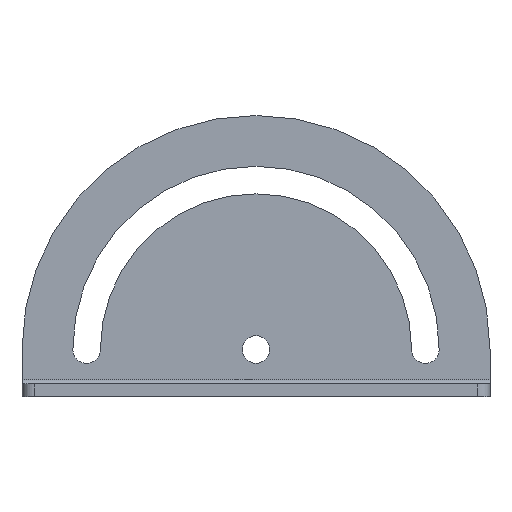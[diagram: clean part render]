
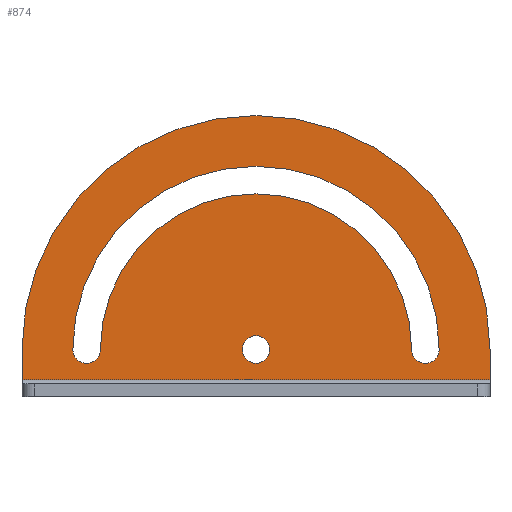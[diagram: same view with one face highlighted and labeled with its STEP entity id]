
A CAD part, front view. The second image highlights one B-rep face of the part: STEP entity #874.
In plain terms, the highlighted planar face has unit normal (0, -1, 0).
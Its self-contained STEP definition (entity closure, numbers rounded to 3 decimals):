
#18 = PLANE ( 'NONE',  #1892 ) ;
#113 = DIRECTION ( 'NONE',  ( 0., 1., 0. ) ) ;
#139 = DIRECTION ( 'NONE',  ( -1., 0., 0. ) ) ;
#150 = CARTESIAN_POINT ( 'NONE',  ( -55.25, 9., 11.1 ) ) ;
#296 = AXIS2_PLACEMENT_3D ( 'NONE', #5815, #2460, #6234 ) ;
#362 = EDGE_LOOP ( 'NONE', ( #1073, #1081 ) ) ;
#478 = CARTESIAN_POINT ( 'NONE',  ( 0., 9., 54.35 ) ) ;
#609 = CARTESIAN_POINT ( 'NONE',  ( -55.25, 9., 4. ) ) ;
#654 = AXIS2_PLACEMENT_3D ( 'NONE', #6032, #2775, #6474 ) ;
#822 = DIRECTION ( 'NONE',  ( 0., 1., 0. ) ) ;
#874 = ADVANCED_FACE ( 'NONE', ( #3597, #3475, #3577 ), #18, .F. ) ;
#953 = CIRCLE ( 'NONE', #2696, 55.25 ) ;
#966 = ORIENTED_EDGE ( 'NONE', *, *, #3527, .F. ) ;
#975 = ORIENTED_EDGE ( 'NONE', *, *, #3097, .T. ) ;
#1001 = ORIENTED_EDGE ( 'NONE', *, *, #3027, .F. ) ;
#1011 = ORIENTED_EDGE ( 'NONE', *, *, #3381, .F. ) ;
#1037 = VERTEX_POINT ( 'NONE', #609 ) ;
#1046 = ORIENTED_EDGE ( 'NONE', *, *, #2982, .T. ) ;
#1073 = ORIENTED_EDGE ( 'NONE', *, *, #3141, .T. ) ;
#1081 = ORIENTED_EDGE ( 'NONE', *, *, #2899, .T. ) ;
#1096 = ORIENTED_EDGE ( 'NONE', *, *, #2793, .T. ) ;
#1112 = ORIENTED_EDGE ( 'NONE', *, *, #2755, .F. ) ;
#1140 = ORIENTED_EDGE ( 'NONE', *, *, #3056, .F. ) ;
#1144 = ORIENTED_EDGE ( 'NONE', *, *, #2588, .T. ) ;
#1166 = AXIS2_PLACEMENT_3D ( 'NONE', #6056, #2797, #6494 ) ;
#1176 = ORIENTED_EDGE ( 'NONE', *, *, #2526, .T. ) ;
#1185 = ORIENTED_EDGE ( 'NONE', *, *, #3763, .T. ) ;
#1266 = VERTEX_POINT ( 'NONE', #1760 ) ;
#1299 = CARTESIAN_POINT ( 'NONE',  ( 0., 9., 11.1 ) ) ;
#1353 = VERTEX_POINT ( 'NONE', #3319 ) ;
#1355 = CARTESIAN_POINT ( 'NONE',  ( 0., 9., 47.85 ) ) ;
#1446 = VERTEX_POINT ( 'NONE', #6050 ) ;
#1482 = CARTESIAN_POINT ( 'NONE',  ( 43.25, 9., 11.1 ) ) ;
#1484 = VERTEX_POINT ( 'NONE', #6889 ) ;
#1497 = AXIS2_PLACEMENT_3D ( 'NONE', #4657, #822, #5168 ) ;
#1760 = CARTESIAN_POINT ( 'NONE',  ( 55.25, 9., 4. ) ) ;
#1892 = AXIS2_PLACEMENT_3D ( 'NONE', #150, #113, #139 ) ;
#1990 = DIRECTION ( 'NONE',  ( 1., 0., 0. ) ) ;
#2085 = AXIS2_PLACEMENT_3D ( 'NONE', #6119, #2880, #6547 ) ;
#2098 = VERTEX_POINT ( 'NONE', #5476 ) ;
#2179 = VERTEX_POINT ( 'NONE', #478 ) ;
#2305 = VERTEX_POINT ( 'NONE', #4839 ) ;
#2460 = DIRECTION ( 'NONE',  ( 0., 1., 0. ) ) ;
#2514 = EDGE_LOOP ( 'NONE', ( #966, #975, #1001, #1011, #1046 ) ) ;
#2526 = EDGE_CURVE ( 'NONE', #2305, #2179, #3903, .T. ) ;
#2545 = CARTESIAN_POINT ( 'NONE',  ( 0., 9., 66.35 ) ) ;
#2587 = VERTEX_POINT ( 'NONE', #1482 ) ;
#2588 = EDGE_CURVE ( 'NONE', #1446, #2305, #5876, .T. ) ;
#2678 = CARTESIAN_POINT ( 'NONE',  ( 0., 9., 11.1 ) ) ;
#2688 = VERTEX_POINT ( 'NONE', #6148 ) ;
#2696 = AXIS2_PLACEMENT_3D ( 'NONE', #3129, #6726, #3778 ) ;
#2755 = EDGE_CURVE ( 'NONE', #2962, #1484, #5414, .T. ) ;
#2775 = DIRECTION ( 'NONE',  ( 0., 1., 0. ) ) ;
#2793 = EDGE_CURVE ( 'NONE', #2587, #1484, #5142, .T. ) ;
#2797 = DIRECTION ( 'NONE',  ( 0., 1., 0. ) ) ;
#2880 = DIRECTION ( 'NONE',  ( 0., 1., 0. ) ) ;
#2899 = EDGE_CURVE ( 'NONE', #6036, #2688, #5051, .T. ) ;
#2903 = VERTEX_POINT ( 'NONE', #2545 ) ;
#2919 = LINE ( 'NONE', #7229, #3201 ) ;
#2962 = VERTEX_POINT ( 'NONE', #1355 ) ;
#2968 = DIRECTION ( 'NONE',  ( 0., 1., 0. ) ) ;
#2982 = EDGE_CURVE ( 'NONE', #1353, #1037, #4631, .T. ) ;
#3027 = EDGE_CURVE ( 'NONE', #2903, #2098, #4514, .T. ) ;
#3056 = EDGE_CURVE ( 'NONE', #1446, #2962, #4418, .T. ) ;
#3097 = EDGE_CURVE ( 'NONE', #1266, #2098, #4221, .T. ) ;
#3129 = CARTESIAN_POINT ( 'NONE',  ( 0., 9., 11.1 ) ) ;
#3141 = EDGE_CURVE ( 'NONE', #2688, #6036, #4104, .T. ) ;
#3201 = VECTOR ( 'NONE', #5139, 1000. ) ;
#3276 = DIRECTION ( 'NONE',  ( 0., 0., 1. ) ) ;
#3319 = CARTESIAN_POINT ( 'NONE',  ( -55.25, 9., 11.1 ) ) ;
#3381 = EDGE_CURVE ( 'NONE', #1353, #2903, #953, .T. ) ;
#3475 = FACE_BOUND ( 'NONE', #362, .T. ) ;
#3527 = EDGE_CURVE ( 'NONE', #1266, #1037, #2919, .T. ) ;
#3577 = FACE_BOUND ( 'NONE', #6115, .T. ) ;
#3597 = FACE_OUTER_BOUND ( 'NONE', #2514, .T. ) ;
#3763 = EDGE_CURVE ( 'NONE', #2179, #2587, #6029, .T. ) ;
#3778 = DIRECTION ( 'NONE',  ( 0., 0., 1. ) ) ;
#3853 = AXIS2_PLACEMENT_3D ( 'NONE', #1299, #5477, #1990 ) ;
#3903 = CIRCLE ( 'NONE', #6714, 43.25 ) ;
#4104 = CIRCLE ( 'NONE', #2085, 3.25 ) ;
#4211 = VECTOR ( 'NONE', #6921, 1000. ) ;
#4221 = LINE ( 'NONE', #5666, #4211 ) ;
#4418 = CIRCLE ( 'NONE', #1166, 36.75 ) ;
#4514 = CIRCLE ( 'NONE', #654, 55.25 ) ;
#4556 = VECTOR ( 'NONE', #5557, 1000. ) ;
#4631 = LINE ( 'NONE', #6814, #4556 ) ;
#4657 = CARTESIAN_POINT ( 'NONE',  ( -40., 9., 11.1 ) ) ;
#4839 = CARTESIAN_POINT ( 'NONE',  ( -43.25, 9., 11.1 ) ) ;
#4992 = CARTESIAN_POINT ( 'NONE',  ( 0., 9., 11.1 ) ) ;
#5000 = DIRECTION ( 'NONE',  ( 0., 1., 0. ) ) ;
#5006 = DIRECTION ( 'NONE',  ( 0., 0., 1. ) ) ;
#5051 = CIRCLE ( 'NONE', #3853, 3.25 ) ;
#5139 = DIRECTION ( 'NONE',  ( -1., 0., 0. ) ) ;
#5142 = CIRCLE ( 'NONE', #296, 3.25 ) ;
#5168 = DIRECTION ( 'NONE',  ( 0., 0., 1. ) ) ;
#5180 = AXIS2_PLACEMENT_3D ( 'NONE', #6178, #2968, #6606 ) ;
#5332 = AXIS2_PLACEMENT_3D ( 'NONE', #4992, #5000, #5006 ) ;
#5414 = CIRCLE ( 'NONE', #5180, 36.75 ) ;
#5476 = CARTESIAN_POINT ( 'NONE',  ( 55.25, 9., 11.1 ) ) ;
#5477 = DIRECTION ( 'NONE',  ( 0., 1., 0. ) ) ;
#5557 = DIRECTION ( 'NONE',  ( 0., 0., -1. ) ) ;
#5666 = CARTESIAN_POINT ( 'NONE',  ( 55.25, 9., 3. ) ) ;
#5815 = CARTESIAN_POINT ( 'NONE',  ( 40., 9., 11.1 ) ) ;
#5876 = CIRCLE ( 'NONE', #1497, 3.25 ) ;
#6029 = CIRCLE ( 'NONE', #5332, 43.25 ) ;
#6032 = CARTESIAN_POINT ( 'NONE',  ( 0., 9., 11.1 ) ) ;
#6036 = VERTEX_POINT ( 'NONE', #6430 ) ;
#6050 = CARTESIAN_POINT ( 'NONE',  ( -36.75, 9., 11.1 ) ) ;
#6056 = CARTESIAN_POINT ( 'NONE',  ( 0., 9., 11.1 ) ) ;
#6115 = EDGE_LOOP ( 'NONE', ( #1096, #1112, #1140, #1144, #1176, #1185 ) ) ;
#6119 = CARTESIAN_POINT ( 'NONE',  ( 0., 9., 11.1 ) ) ;
#6148 = CARTESIAN_POINT ( 'NONE',  ( 3.25, 9., 11.1 ) ) ;
#6178 = CARTESIAN_POINT ( 'NONE',  ( 0., 9., 11.1 ) ) ;
#6234 = DIRECTION ( 'NONE',  ( 0., 0., 1. ) ) ;
#6405 = DIRECTION ( 'NONE',  ( 0., 1., 0. ) ) ;
#6430 = CARTESIAN_POINT ( 'NONE',  ( -3.25, 9., 11.1 ) ) ;
#6474 = DIRECTION ( 'NONE',  ( 0., 0., 1. ) ) ;
#6494 = DIRECTION ( 'NONE',  ( 0., 0., 1. ) ) ;
#6547 = DIRECTION ( 'NONE',  ( 1., 0., 0. ) ) ;
#6606 = DIRECTION ( 'NONE',  ( 0., 0., 1. ) ) ;
#6714 = AXIS2_PLACEMENT_3D ( 'NONE', #2678, #6405, #3276 ) ;
#6726 = DIRECTION ( 'NONE',  ( 0., 1., 0. ) ) ;
#6814 = CARTESIAN_POINT ( 'NONE',  ( -55.25, 9., 3. ) ) ;
#6889 = CARTESIAN_POINT ( 'NONE',  ( 36.75, 9., 11.1 ) ) ;
#6921 = DIRECTION ( 'NONE',  ( 0., 0., 1. ) ) ;
#7229 = CARTESIAN_POINT ( 'NONE',  ( -55.25, 9., 4. ) ) ;
